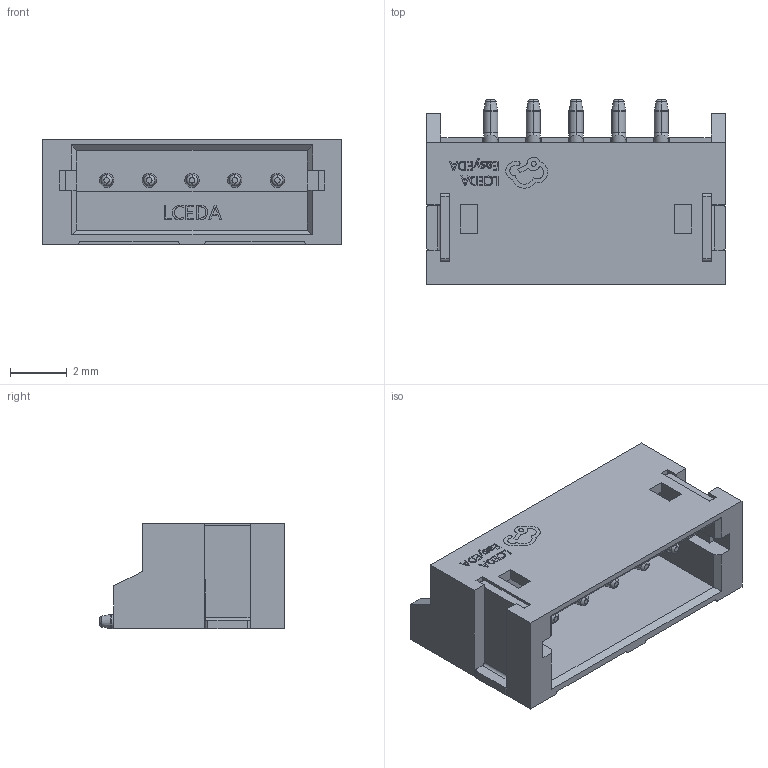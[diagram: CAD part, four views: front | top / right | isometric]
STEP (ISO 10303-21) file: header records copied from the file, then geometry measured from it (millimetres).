
FILE_DESCRIPTION (( 'STEP AP214' ), '1' );
FILE_NAME ('CONN-SMD_ZH1.5-WS-5P.step', '2022-08-08T03:47:45', ( '' ), ( '' ), 'SwSTEP 2.0', 'SolidWorks 2020', '' );
FILE_SCHEMA (( 'AUTOMOTIVE_DESIGN' ));
Length unit declared in the file: millimetre
Products named in the file (1): CONN-SMD_ZH1.5-WS-5P
Bounding box: 10.5 x 6.5 x 3.72 mm (x, y, z)
Volume: 109.1 mm3; surface area: 417.1 mm2
Topology: 16 solids, 16 shells, 537 faces, 1385 edges, 892 vertices
Faces by surface type: plane 299, bspline 112, torus 60, cylinder 46, cone 20
Entity records: 23597 total; most frequent: CARTESIAN_POINT 5029, ORIENTED_EDGE 2770, DIRECTION 2211, EDGE_CURVE 1385, VECTOR 935, LINE 935, VERTEX_POINT 892, AXIS2_PLACEMENT_3D 638
